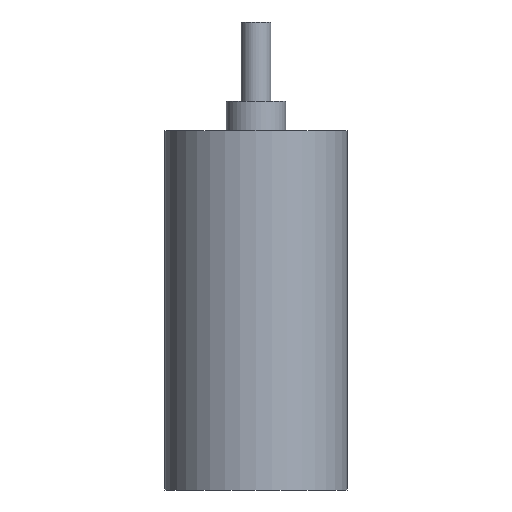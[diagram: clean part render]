
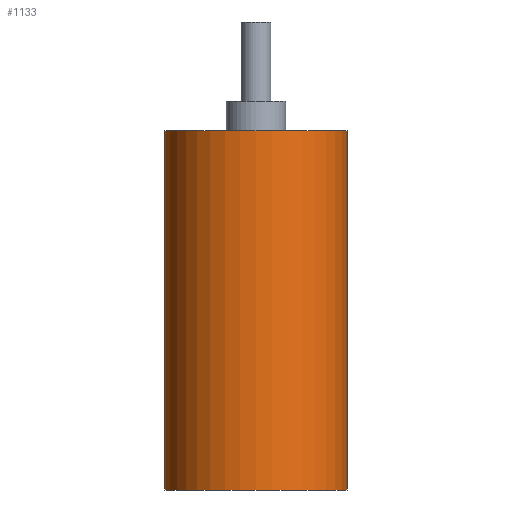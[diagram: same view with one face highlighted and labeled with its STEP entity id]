
A CAD part, front view. The second image highlights one B-rep face of the part: STEP entity #1133.
In plain terms, the highlighted cylindrical face has radius 18.4 mm (diameter 36.8 mm), a partial arc.
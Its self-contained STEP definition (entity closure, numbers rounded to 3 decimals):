
#16 = EDGE_CURVE ( 'NONE', #83, #662, #735, .T. ) ;
#22 = AXIS2_PLACEMENT_3D ( 'NONE', #177, #445, #898 ) ;
#58 = DIRECTION ( 'NONE',  ( -1., 0., 0. ) ) ;
#83 = VERTEX_POINT ( 'NONE', #1080 ) ;
#137 = CARTESIAN_POINT ( 'NONE',  ( 0., 0., 0. ) ) ;
#177 = CARTESIAN_POINT ( 'NONE',  ( 0., 0., 0. ) ) ;
#242 = DIRECTION ( 'NONE',  ( -1., 0., 0. ) ) ;
#257 = VECTOR ( 'NONE', #416, 1000. ) ;
#345 = EDGE_CURVE ( 'NONE', #754, #83, #854, .T. ) ;
#352 = ORIENTED_EDGE ( 'NONE', *, *, #345, .T. ) ;
#355 = AXIS2_PLACEMENT_3D ( 'NONE', #805, #1174, #242 ) ;
#413 = CARTESIAN_POINT ( 'NONE',  ( 18.4, 0., -72.6 ) ) ;
#416 = DIRECTION ( 'NONE',  ( 0., 0., -1. ) ) ;
#421 = LINE ( 'NONE', #802, #257 ) ;
#430 = VECTOR ( 'NONE', #1147, 1000. ) ;
#432 = CARTESIAN_POINT ( 'NONE',  ( -18.4, 0., 0. ) ) ;
#445 = DIRECTION ( 'NONE',  ( 0., 0., -1. ) ) ;
#569 = ORIENTED_EDGE ( 'NONE', *, *, #744, .T. ) ;
#608 = CIRCLE ( 'NONE', #915, 18.4 ) ;
#662 = VERTEX_POINT ( 'NONE', #413 ) ;
#735 = CIRCLE ( 'NONE', #355, 18.4 ) ;
#744 = EDGE_CURVE ( 'NONE', #955, #754, #608, .T. ) ;
#754 = VERTEX_POINT ( 'NONE', #432 ) ;
#802 = CARTESIAN_POINT ( 'NONE',  ( 18.4, 0., 0. ) ) ;
#805 = CARTESIAN_POINT ( 'NONE',  ( 0., 0., -72.6 ) ) ;
#838 = ORIENTED_EDGE ( 'NONE', *, *, #1084, .F. ) ;
#854 = LINE ( 'NONE', #950, #430 ) ;
#898 = DIRECTION ( 'NONE',  ( -1., 0., 0. ) ) ;
#905 = CYLINDRICAL_SURFACE ( 'NONE', #22, 18.4 ) ;
#910 = FACE_OUTER_BOUND ( 'NONE', #991, .T. ) ;
#915 = AXIS2_PLACEMENT_3D ( 'NONE', #137, #1181, #58 ) ;
#950 = CARTESIAN_POINT ( 'NONE',  ( -18.4, 0., 0. ) ) ;
#955 = VERTEX_POINT ( 'NONE', #1059 ) ;
#991 = EDGE_LOOP ( 'NONE', ( #838, #569, #352, #1014 ) ) ;
#1014 = ORIENTED_EDGE ( 'NONE', *, *, #16, .T. ) ;
#1059 = CARTESIAN_POINT ( 'NONE',  ( 18.4, 0., 0. ) ) ;
#1080 = CARTESIAN_POINT ( 'NONE',  ( -18.4, 0., -72.6 ) ) ;
#1084 = EDGE_CURVE ( 'NONE', #955, #662, #421, .T. ) ;
#1133 = ADVANCED_FACE ( 'NONE', ( #910 ), #905, .T. ) ;
#1147 = DIRECTION ( 'NONE',  ( 0., 0., -1. ) ) ;
#1174 = DIRECTION ( 'NONE',  ( 0., 0., 1. ) ) ;
#1181 = DIRECTION ( 'NONE',  ( 0., 0., -1. ) ) ;
